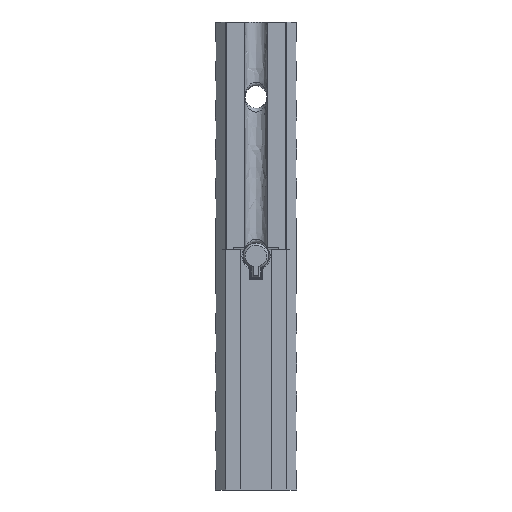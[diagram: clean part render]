
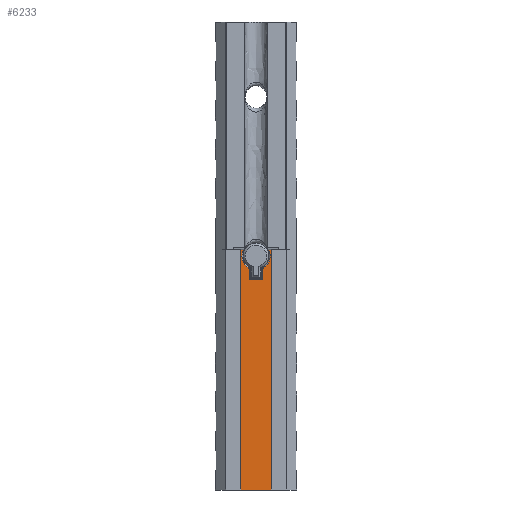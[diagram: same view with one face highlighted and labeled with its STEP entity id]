
A CAD part, front view. The second image highlights one B-rep face of the part: STEP entity #6233.
In plain terms, the highlighted free-form (B-spline) face has degree [1, 1] with [2, 2] control points.
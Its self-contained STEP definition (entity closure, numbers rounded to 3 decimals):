
#21 = EDGE_CURVE('',#22,#24,#26,.T.);
#22 = VERTEX_POINT('',#23);
#23 = CARTESIAN_POINT('',(-17.55,6.298,159.53
    ));
#24 = VERTEX_POINT('',#25);
#25 = CARTESIAN_POINT('',(-17.55,6.298,77.192
    ));
#26 = B_SPLINE_CURVE_WITH_KNOTS('',1,(#27,#28),.UNSPECIFIED.,.F.,.F.,(2,
    2),(5.124,69.124),.PIECEWISE_BEZIER_KNOTS.);
#27 = CARTESIAN_POINT('',(-17.55,6.298,159.53
    ));
#28 = CARTESIAN_POINT('',(-17.55,6.298,77.192
    ));
#1211 = VERTEX_POINT('',#1212);
#1212 = CARTESIAN_POINT('',(-2.52,6.298,
    77.192));
#1218 = EDGE_CURVE('',#24,#1211,#1219,.T.);
#1219 = B_SPLINE_CURVE_WITH_KNOTS('',1,(#1220,#1221),.UNSPECIFIED.,.F.,
  .F.,(2,2),(-0.424,11.259),.PIECEWISE_BEZIER_KNOTS.);
#1220 = CARTESIAN_POINT('',(-17.55,6.298,
    77.192));
#1221 = CARTESIAN_POINT('',(-2.52,6.298,
    77.192));
#5255 = VERTEX_POINT('',#5256);
#5256 = CARTESIAN_POINT('',(-5.684,6.298,
    159.53));
#5261 = EDGE_CURVE('',#5255,#5262,#5264,.T.);
#5262 = VERTEX_POINT('',#5263);
#5263 = CARTESIAN_POINT('',(-2.52,6.298,
    159.53));
#5264 = B_SPLINE_CURVE_WITH_KNOTS('',1,(#5265,#5266),.UNSPECIFIED.,.F.,
  .F.,(2,2),(0.382,2.841),.PIECEWISE_BEZIER_KNOTS.);
#5265 = CARTESIAN_POINT('',(-5.684,6.298,
    159.53));
#5266 = CARTESIAN_POINT('',(-2.52,6.298,
    159.53));
#5554 = VERTEX_POINT('',#5555);
#5555 = CARTESIAN_POINT('',(-14.386,6.298,
    159.53));
#5581 = EDGE_CURVE('',#22,#5554,#5582,.T.);
#5582 = B_SPLINE_CURVE_WITH_KNOTS('',1,(#5583,#5584),.UNSPECIFIED.,.F.,
  .F.,(2,2),(1.994,4.454),.PIECEWISE_BEZIER_KNOTS.);
#5583 = CARTESIAN_POINT('',(-17.55,6.298,
    159.53));
#5584 = CARTESIAN_POINT('',(-14.386,6.298,
    159.53));
#5624 = VERTEX_POINT('',#5625);
#5625 = CARTESIAN_POINT('',(-12.715,6.298,
    153.435));
#5630 = EDGE_CURVE('',#5624,#5631,#5633,.T.);
#5631 = VERTEX_POINT('',#5632);
#5632 = CARTESIAN_POINT('',(-14.423,6.298,
    159.452));
#5633 = ( BOUNDED_CURVE() B_SPLINE_CURVE(2,(#5634,#5635,#5636),
.UNSPECIFIED.,.F.,.F.) B_SPLINE_CURVE_WITH_KNOTS((3,3),(0.589,
2.),.PIECEWISE_BEZIER_KNOTS.) CURVE() 
GEOMETRIC_REPRESENTATION_ITEM() RATIONAL_B_SPLINE_CURVE((1.,
0.761,1.)) REPRESENTATION_ITEM('') );
#5634 = CARTESIAN_POINT('',(-12.715,6.298,
    153.435));
#5635 = CARTESIAN_POINT('',(-16.131,6.298,
    155.716));
#5636 = CARTESIAN_POINT('',(-14.423,6.298,
    159.452));
#5656 = EDGE_CURVE('',#5631,#5554,#5657,.T.);
#5657 = ( BOUNDED_CURVE() B_SPLINE_CURVE(2,(#5658,#5659,#5660),
.UNSPECIFIED.,.F.,.F.) B_SPLINE_CURVE_WITH_KNOTS((3,3),(2.,
2.018),.PIECEWISE_BEZIER_KNOTS.) CURVE() 
GEOMETRIC_REPRESENTATION_ITEM() RATIONAL_B_SPLINE_CURVE((1.,
1.,1.)) REPRESENTATION_ITEM('') );
#5658 = CARTESIAN_POINT('',(-14.423,6.298,
    159.452));
#5659 = CARTESIAN_POINT('',(-14.405,6.298,
    159.491));
#5660 = CARTESIAN_POINT('',(-14.386,6.298,
    159.53));
#5810 = EDGE_CURVE('',#5255,#5811,#5813,.T.);
#5811 = VERTEX_POINT('',#5812);
#5812 = CARTESIAN_POINT('',(-5.647,6.298,
    159.452));
#5813 = ( BOUNDED_CURVE() B_SPLINE_CURVE(2,(#5814,#5815,#5816),
.UNSPECIFIED.,.F.,.F.) B_SPLINE_CURVE_WITH_KNOTS((3,3),(4.266,
4.284),.PIECEWISE_BEZIER_KNOTS.) CURVE() 
GEOMETRIC_REPRESENTATION_ITEM() RATIONAL_B_SPLINE_CURVE((1.,
1.,1.)) REPRESENTATION_ITEM('') );
#5814 = CARTESIAN_POINT('',(-5.684,6.298,
    159.53));
#5815 = CARTESIAN_POINT('',(-5.665,6.298,
    159.491));
#5816 = CARTESIAN_POINT('',(-5.647,6.298,
    159.452));
#5838 = EDGE_CURVE('',#5811,#5839,#5841,.T.);
#5839 = VERTEX_POINT('',#5840);
#5840 = CARTESIAN_POINT('',(-7.355,6.298,
    153.435));
#5841 = ( BOUNDED_CURVE() B_SPLINE_CURVE(2,(#5842,#5843,#5844),
.UNSPECIFIED.,.F.,.F.) B_SPLINE_CURVE_WITH_KNOTS((3,3),(4.284,
5.694),.PIECEWISE_BEZIER_KNOTS.) CURVE() 
GEOMETRIC_REPRESENTATION_ITEM() RATIONAL_B_SPLINE_CURVE((1.,
0.761,1.)) REPRESENTATION_ITEM('') );
#5842 = CARTESIAN_POINT('',(-5.647,6.298,
    159.452));
#5843 = CARTESIAN_POINT('',(-3.939,6.298,
    155.716));
#5844 = CARTESIAN_POINT('',(-7.355,6.298,
    153.435));
#6128 = EDGE_CURVE('',#6129,#5624,#6131,.T.);
#6129 = VERTEX_POINT('',#6130);
#6130 = CARTESIAN_POINT('',(-12.286,6.298,
    152.632));
#6131 = ( BOUNDED_CURVE() B_SPLINE_CURVE(2,(#6132,#6133,#6134),
.UNSPECIFIED.,.F.,.F.) B_SPLINE_CURVE_WITH_KNOTS((3,3),(1.571,
2.553),.PIECEWISE_BEZIER_KNOTS.) CURVE() 
GEOMETRIC_REPRESENTATION_ITEM() RATIONAL_B_SPLINE_CURVE((1.,
0.882,1.)) REPRESENTATION_ITEM('') );
#6132 = CARTESIAN_POINT('',(-12.286,6.298,
    152.632));
#6133 = CARTESIAN_POINT('',(-12.286,6.298,
    153.148));
#6134 = CARTESIAN_POINT('',(-12.715,6.298,
    153.435));
#6153 = EDGE_CURVE('',#6154,#6129,#6156,.T.);
#6154 = VERTEX_POINT('',#6155);
#6155 = CARTESIAN_POINT('',(-12.286,6.298,
    149.405));
#6156 = B_SPLINE_CURVE_WITH_KNOTS('',1,(#6157,#6158),.UNSPECIFIED.,.F.,
  .F.,(2,2),(-2.508,0.),.PIECEWISE_BEZIER_KNOTS.);
#6157 = CARTESIAN_POINT('',(-12.286,6.298,
    149.405));
#6158 = CARTESIAN_POINT('',(-12.286,6.298,
    152.632));
#6175 = EDGE_CURVE('',#6176,#6154,#6178,.T.);
#6176 = VERTEX_POINT('',#6177);
#6177 = CARTESIAN_POINT('',(-7.784,6.298,
    149.405));
#6178 = B_SPLINE_CURVE_WITH_KNOTS('',1,(#6179,#6180),.UNSPECIFIED.,.F.,
  .F.,(2,2),(-3.25,0.25),.PIECEWISE_BEZIER_KNOTS.);
#6179 = CARTESIAN_POINT('',(-7.784,6.298,
    149.405));
#6180 = CARTESIAN_POINT('',(-12.286,6.298,
    149.405));
#6197 = VERTEX_POINT('',#6198);
#6198 = CARTESIAN_POINT('',(-7.784,6.298,
    152.632));
#6203 = EDGE_CURVE('',#5839,#6197,#6204,.T.);
#6204 = ( BOUNDED_CURVE() B_SPLINE_CURVE(2,(#6205,#6206,#6207),
.UNSPECIFIED.,.F.,.F.) B_SPLINE_CURVE_WITH_KNOTS((3,3),(3.731,
4.712),.PIECEWISE_BEZIER_KNOTS.) CURVE() 
GEOMETRIC_REPRESENTATION_ITEM() RATIONAL_B_SPLINE_CURVE((1.,
0.882,1.)) REPRESENTATION_ITEM('') );
#6205 = CARTESIAN_POINT('',(-7.355,6.298,
    153.435));
#6206 = CARTESIAN_POINT('',(-7.784,6.298,
    153.148));
#6207 = CARTESIAN_POINT('',(-7.784,6.298,
    152.632));
#6222 = EDGE_CURVE('',#6197,#6176,#6223,.T.);
#6223 = B_SPLINE_CURVE_WITH_KNOTS('',1,(#6224,#6225),.UNSPECIFIED.,.F.,
  .F.,(2,2),(-2.258,0.25),.PIECEWISE_BEZIER_KNOTS.);
#6224 = CARTESIAN_POINT('',(-7.784,6.298,
    152.632));
#6225 = CARTESIAN_POINT('',(-7.784,6.298,
    149.405));
#6233 = ADVANCED_FACE('',(#6234),#6254,.T.);
#6234 = FACE_BOUND('',#6235,.T.);
#6235 = EDGE_LOOP('',(#6236,#6237,#6238,#6239,#6240,#6245,#6246,#6247,
    #6248,#6249,#6250,#6251,#6252,#6253));
#6236 = ORIENTED_EDGE('',*,*,#5656,.T.);
#6237 = ORIENTED_EDGE('',*,*,#5581,.F.);
#6238 = ORIENTED_EDGE('',*,*,#21,.T.);
#6239 = ORIENTED_EDGE('',*,*,#1218,.T.);
#6240 = ORIENTED_EDGE('',*,*,#6241,.F.);
#6241 = EDGE_CURVE('',#5262,#1211,#6242,.T.);
#6242 = B_SPLINE_CURVE_WITH_KNOTS('',1,(#6243,#6244),.UNSPECIFIED.,.F.,
  .F.,(2,2),(5.124,69.124),.PIECEWISE_BEZIER_KNOTS.);
#6243 = CARTESIAN_POINT('',(-2.52,6.298,
    159.53));
#6244 = CARTESIAN_POINT('',(-2.52,6.298,
    77.192));
#6245 = ORIENTED_EDGE('',*,*,#5261,.F.);
#6246 = ORIENTED_EDGE('',*,*,#5810,.T.);
#6247 = ORIENTED_EDGE('',*,*,#5838,.T.);
#6248 = ORIENTED_EDGE('',*,*,#6203,.T.);
#6249 = ORIENTED_EDGE('',*,*,#6222,.T.);
#6250 = ORIENTED_EDGE('',*,*,#6175,.T.);
#6251 = ORIENTED_EDGE('',*,*,#6153,.T.);
#6252 = ORIENTED_EDGE('',*,*,#6128,.T.);
#6253 = ORIENTED_EDGE('',*,*,#5630,.T.);
#6254 = B_SPLINE_SURFACE_WITH_KNOTS('',1,1,(
    (#6255,#6256)
    ,(#6257,#6258
  )),.UNSPECIFIED.,.F.,.F.,.F.,(2,2),(2,2),(-1.62,62.38),(
    -5.841,5.841),.PIECEWISE_BEZIER_KNOTS.);
#6255 = CARTESIAN_POINT('',(-17.55,6.298,
    159.53));
#6256 = CARTESIAN_POINT('',(-2.52,6.298,
    159.53));
#6257 = CARTESIAN_POINT('',(-17.55,6.298,
    77.192));
#6258 = CARTESIAN_POINT('',(-2.52,6.298,
    77.192));
